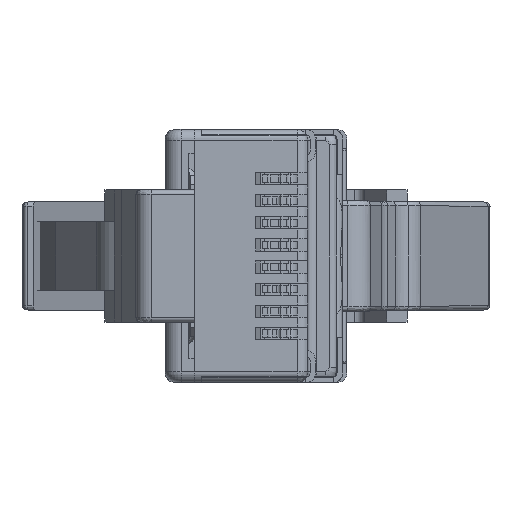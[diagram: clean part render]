
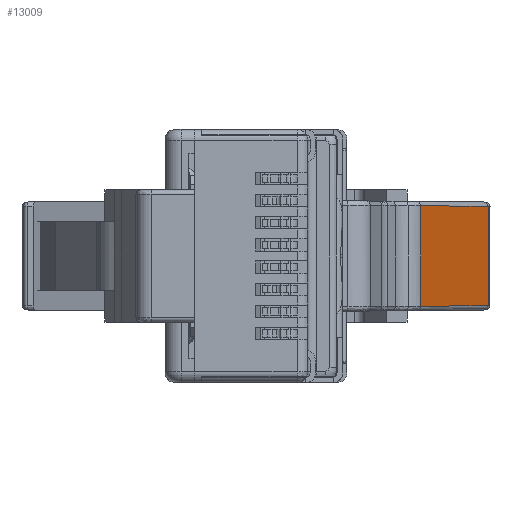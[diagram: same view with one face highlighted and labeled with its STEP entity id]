
A CAD part, left-side view. The second image highlights one B-rep face of the part: STEP entity #13009.
In plain terms, the highlighted face is planar.
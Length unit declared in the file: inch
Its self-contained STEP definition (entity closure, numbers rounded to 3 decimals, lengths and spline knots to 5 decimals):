
#281 = FACE_OUTER_BOUND ( 'NONE', #9673, .T. ) ;
#344 = LINE ( 'NONE', #11775, #15682 ) ;
#2241 = ORIENTED_EDGE ( 'NONE', *, *, #13710, .T. ) ;
#2402 = DIRECTION ( 'NONE',  ( -0.914, 0.407, 0. ) ) ;
#2897 = ORIENTED_EDGE ( 'NONE', *, *, #10895, .F. ) ;
#3553 = VERTEX_POINT ( 'NONE', #13350 ) ;
#5286 = DIRECTION ( 'NONE',  ( 0., 0., 1. ) ) ;
#7394 = EDGE_CURVE ( 'NONE', #18139, #13040, #16728, .T. ) ;
#9615 = CARTESIAN_POINT ( 'NONE',  ( 0.80021, 0.50616, 0. ) ) ;
#9673 = EDGE_LOOP ( 'NONE', ( #2241, #13114, #25646, #2897 ) ) ;
#10024 = CARTESIAN_POINT ( 'NONE',  ( 0.93797, 0.44483, 0.09132 ) ) ;
#10744 = AXIS2_PLACEMENT_3D ( 'NONE', #9615, #27508, #2402 ) ;
#10798 = VERTEX_POINT ( 'NONE', #10024 ) ;
#10895 = EDGE_CURVE ( 'NONE', #10798, #13040, #28500, .T. ) ;
#11775 = CARTESIAN_POINT ( 'NONE',  ( 0.65695, 0.56994, -0.09022 ) ) ;
#12503 = CARTESIAN_POINT ( 'NONE',  ( 0.66246, 0.56749, 0. ) ) ;
#13009 = ADVANCED_FACE ( 'NONE', ( #281 ), #23005, .T. ) ;
#13040 = VERTEX_POINT ( 'NONE', #21193 ) ;
#13114 = ORIENTED_EDGE ( 'NONE', *, *, #26468, .F. ) ;
#13350 = CARTESIAN_POINT ( 'NONE',  ( 0.93797, 0.44483, -0.09132 ) ) ;
#13710 = EDGE_CURVE ( 'NONE', #10798, #3553, #21863, .T. ) ;
#15077 = VECTOR ( 'NONE', #19754, 39.37008 ) ;
#15682 = VECTOR ( 'NONE', #25150, 39.37008 ) ;
#16728 = LINE ( 'NONE', #12503, #16740 ) ;
#16740 = VECTOR ( 'NONE', #5286, 39.37008 ) ;
#17299 = CARTESIAN_POINT ( 'NONE',  ( 0.66246, 0.56749, -0.09025 ) ) ;
#18139 = VERTEX_POINT ( 'NONE', #17299 ) ;
#19754 = DIRECTION ( 'NONE',  ( 0., 0., -1. ) ) ;
#21193 = CARTESIAN_POINT ( 'NONE',  ( 0.66246, 0.56749, 0.09025 ) ) ;
#21863 = LINE ( 'NONE', #22295, #15077 ) ;
#22035 = CARTESIAN_POINT ( 'NONE',  ( 0.94348, 0.44238, 0.09134 ) ) ;
#22295 = CARTESIAN_POINT ( 'NONE',  ( 0.93797, 0.44483, 0. ) ) ;
#23005 = PLANE ( 'NONE',  #10744 ) ;
#25150 = DIRECTION ( 'NONE',  ( 0.914, -0.407, -0.004 ) ) ;
#25646 = ORIENTED_EDGE ( 'NONE', *, *, #7394, .T. ) ;
#26361 = VECTOR ( 'NONE', #28651, 39.37008 ) ;
#26468 = EDGE_CURVE ( 'NONE', #18139, #3553, #344, .T. ) ;
#27508 = DIRECTION ( 'NONE',  ( 0.407, 0.914, 0. ) ) ;
#28500 = LINE ( 'NONE', #22035, #26361 ) ;
#28651 = DIRECTION ( 'NONE',  ( -0.914, 0.407, -0.004 ) ) ;
